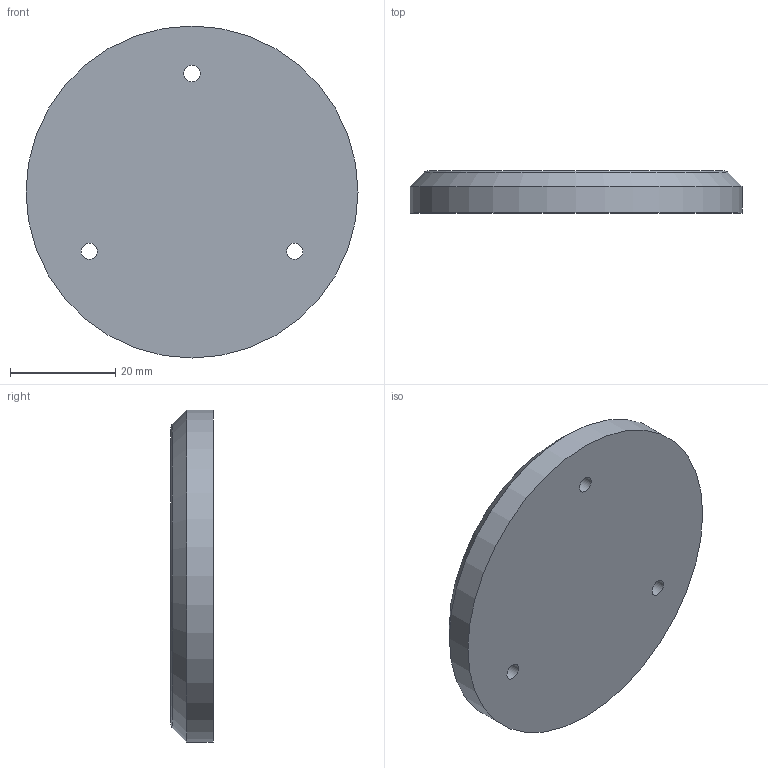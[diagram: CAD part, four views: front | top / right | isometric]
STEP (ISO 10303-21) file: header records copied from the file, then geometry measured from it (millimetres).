
FILE_DESCRIPTION(/* description */ (''),/* implementation_level */ '2;1');
FILE_NAME(/* name */ 'Tapa 2M1C v4.step',/* time_stamp */ '2019-03-05T07:38:37-06:00',/* author */ (''),/* organization */ (''),/* preprocessor_version */ 'ST-DEVELOPER v17.2',/* originating_system */ 'Autodesk Translation Framework v7.6.0.251',/* authorisation */ '');
FILE_SCHEMA (('AUTOMOTIVE_DESIGN { 1 0 10303 214 3 1 1 }'));
Length unit declared in the file: millimetre
Products named in the file (1): Tapa 2M1C
Bounding box: 63 x 8 x 63 mm (x, y, z)
Volume: 23621.1 mm3; surface area: 7761.5 mm2
Topology: 1 solids, 1 shells, 14 faces, 33 edges, 24 vertices
Faces by surface type: cylinder 7, plane 5, cone 1, torus 1
Full cylindrical faces by diameter (mm): 3.1 x3, 5.7 x3, 63 x1
Entity records: 482 total; most frequent: DIRECTION 88, CARTESIAN_POINT 72, ORIENTED_EDGE 66, AXIS2_PLACEMENT_3D 40, EDGE_CURVE 33, CIRCLE 25, VERTEX_POINT 24, EDGE_LOOP 23
